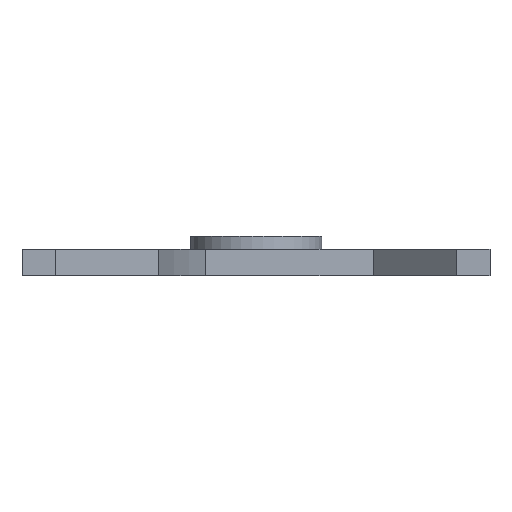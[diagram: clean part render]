
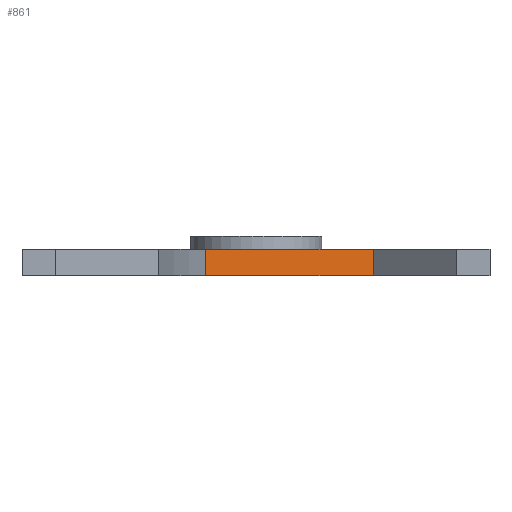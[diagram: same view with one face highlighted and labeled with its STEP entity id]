
A CAD part, front view. The second image highlights one B-rep face of the part: STEP entity #861.
In plain terms, the highlighted planar face has unit normal (0.707, -0.707, 0).
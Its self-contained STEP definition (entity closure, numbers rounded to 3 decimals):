
#805=CARTESIAN_POINT('',(-1.9,-13.394,0.));
#806=VERTEX_POINT('',#805);
#813=CARTESIAN_POINT('',(-1.9,-13.394,1.));
#814=VERTEX_POINT('',#813);
#815=CARTESIAN_POINT('',(-1.9,-13.394,1.));
#816=DIRECTION('',(0.,0.,-1.));
#817=VECTOR('',#816,1.);
#818=LINE('',#815,#817);
#819=EDGE_CURVE('',#814,#806,#818,.T.);
#831=CARTESIAN_POINT('',(4.409,-7.085,1.));
#832=DIRECTION('',(0.707,-0.707,0.));
#833=DIRECTION('',(0.707,0.707,0.));
#834=AXIS2_PLACEMENT_3D('',#831,#832,#833);
#835=PLANE('',#834);
#836=CARTESIAN_POINT('',(4.409,-7.085,0.));
#837=VERTEX_POINT('',#836);
#838=CARTESIAN_POINT('',(4.409,-7.085,0.));
#839=DIRECTION('',(-0.707,-0.707,0.));
#840=VECTOR('',#839,8.923);
#841=LINE('',#838,#840);
#842=EDGE_CURVE('',#837,#806,#841,.T.);
#843=ORIENTED_EDGE('',*,*,#842,.F.);
#844=CARTESIAN_POINT('',(4.409,-7.085,1.));
#845=VERTEX_POINT('',#844);
#846=CARTESIAN_POINT('',(4.409,-7.085,1.));
#847=DIRECTION('',(0.,0.,-1.));
#848=VECTOR('',#847,1.);
#849=LINE('',#846,#848);
#850=EDGE_CURVE('',#845,#837,#849,.T.);
#851=ORIENTED_EDGE('',*,*,#850,.F.);
#852=CARTESIAN_POINT('',(4.409,-7.085,1.));
#853=DIRECTION('',(-0.707,-0.707,0.));
#854=VECTOR('',#853,8.923);
#855=LINE('',#852,#854);
#856=EDGE_CURVE('',#845,#814,#855,.T.);
#857=ORIENTED_EDGE('',*,*,#856,.T.);
#858=ORIENTED_EDGE('',*,*,#819,.T.);
#859=EDGE_LOOP('',(#843,#851,#857,#858));
#860=FACE_BOUND('',#859,.T.);
#861=ADVANCED_FACE('',(#860),#835,.T.);
